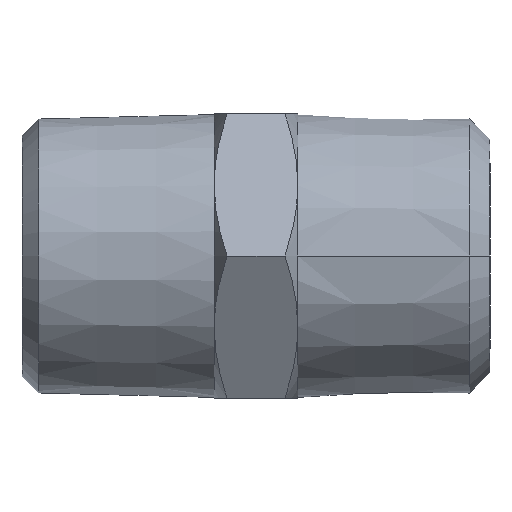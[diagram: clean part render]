
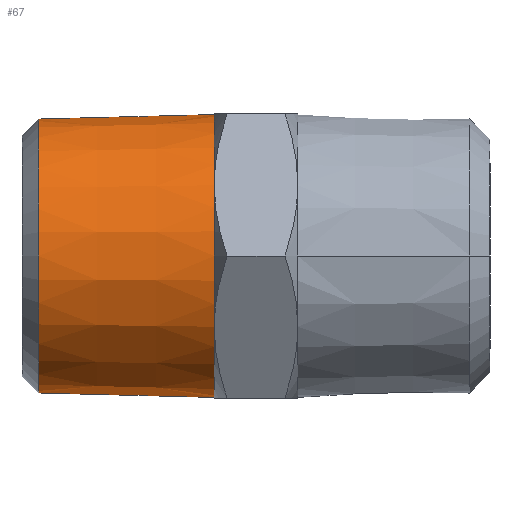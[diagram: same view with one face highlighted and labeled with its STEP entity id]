
A CAD part, left-side view. The second image highlights one B-rep face of the part: STEP entity #67.
In plain terms, the highlighted conical face has half-angle 1.47 degrees and reference radius 8.462 mm.
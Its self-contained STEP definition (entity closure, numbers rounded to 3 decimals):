
#2 = CARTESIAN_POINT ( 'NONE',  ( 0., 2.5, 0. ) ) ;
#5 = DIRECTION ( 'NONE',  ( 0., 0., 1. ) ) ;
#6 = DIRECTION ( 'NONE',  ( 0., 1., 0. ) ) ;
#67 = ADVANCED_FACE ( 'NONE', ( #816 ), #125, .T. ) ;
#83 = EDGE_CURVE ( 'NONE', #956, #981, #174, .T. ) ;
#84 = EDGE_CURVE ( 'NONE', #961, #960, #178, .T. ) ;
#90 = EDGE_CURVE ( 'NONE', #981, #960, #800, .T. ) ;
#99 = EDGE_CURVE ( 'NONE', #956, #961, #798, .T. ) ;
#125 = CONICAL_SURFACE ( 'NONE', #128, 8.462, 0.026 ) ;
#128 = AXIS2_PLACEMENT_3D ( 'NONE', #636, #635, #634 ) ;
#148 = VECTOR ( 'NONE', #652, 1000. ) ;
#174 = CIRCLE ( 'NONE', #183, 8.192 ) ;
#178 = CIRCLE ( 'NONE', #207, 8.462 ) ;
#183 = AXIS2_PLACEMENT_3D ( 'NONE', #1080, #1078, #1077 ) ;
#207 = AXIS2_PLACEMENT_3D ( 'NONE', #2, #6, #5 ) ;
#224 = VECTOR ( 'NONE', #388, 1000. ) ;
#298 = CARTESIAN_POINT ( 'NONE',  ( 0., 13., -8.192 ) ) ;
#302 = CARTESIAN_POINT ( 'NONE',  ( 0., 2.5, 8.462 ) ) ;
#303 = CARTESIAN_POINT ( 'NONE',  ( 0., 2.5, -8.462 ) ) ;
#323 = CARTESIAN_POINT ( 'NONE',  ( 0., 13., 8.192 ) ) ;
#387 = CARTESIAN_POINT ( 'NONE',  ( 0., 2.5, -8.462 ) ) ;
#388 = DIRECTION ( 'NONE',  ( 0., -1., -0.026 ) ) ;
#634 = DIRECTION ( 'NONE',  ( 0., 0., -1. ) ) ;
#635 = DIRECTION ( 'NONE',  ( 0., -1., 0. ) ) ;
#636 = CARTESIAN_POINT ( 'NONE',  ( 0., 2.5, 0. ) ) ;
#652 = DIRECTION ( 'NONE',  ( 0., -1., 0.026 ) ) ;
#653 = CARTESIAN_POINT ( 'NONE',  ( 0., 2.5, 8.462 ) ) ;
#798 = LINE ( 'NONE', #387, #224 ) ;
#800 = LINE ( 'NONE', #653, #148 ) ;
#816 = FACE_OUTER_BOUND ( 'NONE', #844, .T. ) ;
#844 = EDGE_LOOP ( 'NONE', ( #1015, #1016, #1017, #1014 ) ) ;
#956 = VERTEX_POINT ( 'NONE', #298 ) ;
#960 = VERTEX_POINT ( 'NONE', #302 ) ;
#961 = VERTEX_POINT ( 'NONE', #303 ) ;
#981 = VERTEX_POINT ( 'NONE', #323 ) ;
#1014 = ORIENTED_EDGE ( 'NONE', *, *, #84, .T. ) ;
#1015 = ORIENTED_EDGE ( 'NONE', *, *, #90, .F. ) ;
#1016 = ORIENTED_EDGE ( 'NONE', *, *, #83, .F. ) ;
#1017 = ORIENTED_EDGE ( 'NONE', *, *, #99, .T. ) ;
#1077 = DIRECTION ( 'NONE',  ( 0., 0., 1. ) ) ;
#1078 = DIRECTION ( 'NONE',  ( 0., 1., 0. ) ) ;
#1080 = CARTESIAN_POINT ( 'NONE',  ( 0., 13., 0. ) ) ;
